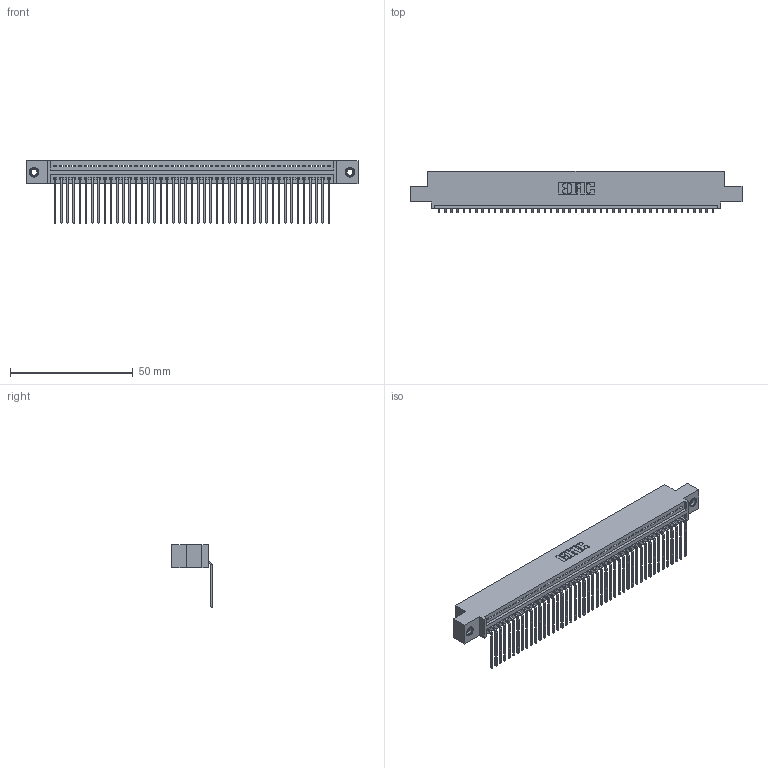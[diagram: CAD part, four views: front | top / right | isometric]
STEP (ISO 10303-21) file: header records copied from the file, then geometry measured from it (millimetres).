
FILE_DESCRIPTION (( 'STEP AP203' ), '1' );
FILE_NAME ('345-045-559-407.STEP', '2018-09-09T13:18:33', ( '' ), ( '' ), 'SwSTEP 2.0', 'SolidWorks 2016', '' );
FILE_SCHEMA (( 'CONFIG_CONTROL_DESIGN' ));
Length unit declared in the file: inch
Products named in the file (4): 345-250-001_345-250-005-103; 345-045-559-407; 345 Part_0.110 Offset - 0.156 Dia-TI; 345-292-001_558 559 Tail - 1
Assembly tree (48 placements, depth 2):
  345-045-559-407
    345 Part_0.110 Offset - 0.156 Dia-TI
    345-292-001_558 559 Tail - 1  x45
    345-250-001_345-250-005-103  x2
Bounding box: 135.51 x 16.75 x 25.53 mm (x, y, z)
Volume: 12958.4 mm3; surface area: 18256.8 mm2
Topology: 48 solids, 48 shells, 2890 faces, 8679 edges, 5718 vertices
Faces by surface type: plane 2006, cylinder 868, cone 12, torus 4
Entity records: 34866 total; most frequent: CARTESIAN_POINT 6022, ORIENTED_EDGE 5994, DIRECTION 5281, EDGE_CURVE 2997, LINE 2665, VECTOR 2665, VERTEX_POINT 1992, AXIS2_PLACEMENT_3D 1308
